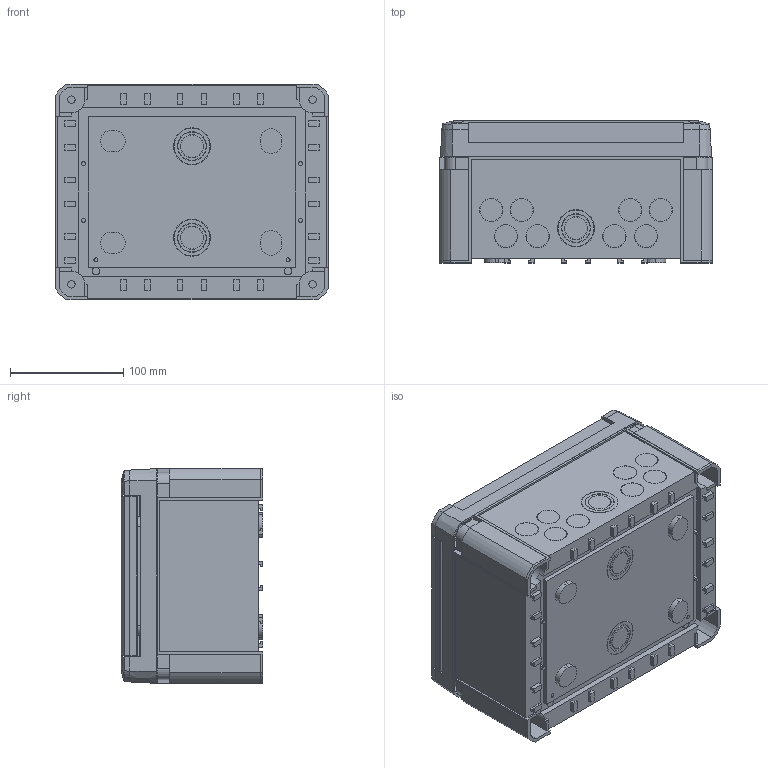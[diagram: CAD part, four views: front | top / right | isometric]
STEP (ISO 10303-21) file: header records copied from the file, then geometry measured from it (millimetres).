
FILE_DESCRIPTION (( 'STEP AP214' ), '1' );
FILE_NAME ('2008808.stp', '2020-12-03T08:43:36', ( '' ), ( '' ), 'SwSTEP 2.0', 'SolidWorks 2020', '' );
FILE_SCHEMA (( 'AUTOMOTIVE_DESIGN' ));
Length unit declared in the file: millimetre
Products named in the file (24): 091320_Mittel, links; 103121_9 Teilungseinheiten; 092860_S925-lang; 037243_38800442gelbgr］; 037243_38800444 blau; 037240_blau 38800444; 091320_Mittel, rechts; P_0000008941_1_Standard; 092861_S-925; 2008808; 091280_Standard; ED170-04-02_Standard; ED910-25_S-Serie; P_0000008942_1_Standard; 037240_gelbgr］ 38800442; 018602_ISO 7049 - 3,5 x 9,5 F-Z; 052899_Standard; ED910-20_S-Serie; ED910-32_S-Serie M32; 052900_Standard; 077121_S925BC-18-DB-LGR; 087700_Standard
Assembly tree (42 placements, depth 3):
  2008808
    077121_S925BC-18-DB-LGR
    103121_9 Teilungseinheiten
      052900_Standard
      052899_Standard
      P_0000008941_1_Standard
      P_0000008942_1_Standard
    087700_Standard  x4
    091320_Mittel, links
    091320_Mittel, rechts
    092861_S-925
    092860_S925-lang
    091280_Standard  x2
    037243_38800442gelbgr］
      037240_gelbgr］ 38800442
    037243_38800442gelbgr］
      037240_gelbgr］ 38800442
    037243_38800444 blau
      037240_blau 38800444
    037243_38800444 blau
      037240_blau 38800444
    ED170-04-02_Standard  x4
    ED910-20_S-Serie  x6
    ED910-32_S-Serie M32
    ED910-25_S-Serie
    018602_ISO 7049 - 3,5 x 9,5 F-Z  x6
Bounding box: 241.4 x 125.42 x 191 mm (x, y, z)
Volume: 982820.5 mm3; surface area: 711959.1 mm2
Topology: 37 solids, 37 shells, 2522 faces, 6299 edges, 3948 vertices
Faces by surface type: plane 1276, cylinder 603, cone 413, torus 190, bspline 28, sphere 12
Entity records: 57070 total; most frequent: CARTESIAN_POINT 12056, DIRECTION 9433, ORIENTED_EDGE 9066, EDGE_CURVE 4533, AXIS2_PLACEMENT_3D 3301, VERTEX_POINT 2876, VECTOR 2831, LINE 2831
